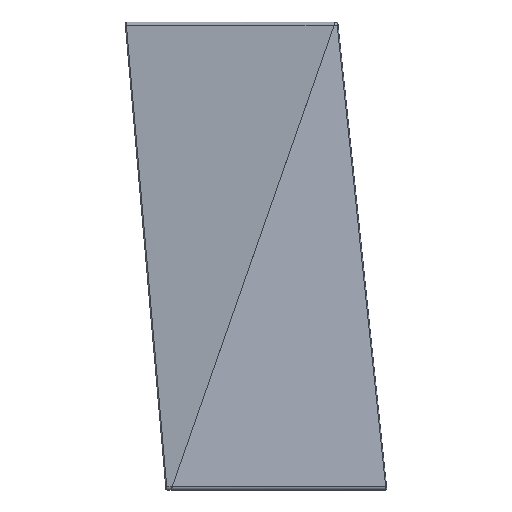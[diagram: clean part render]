
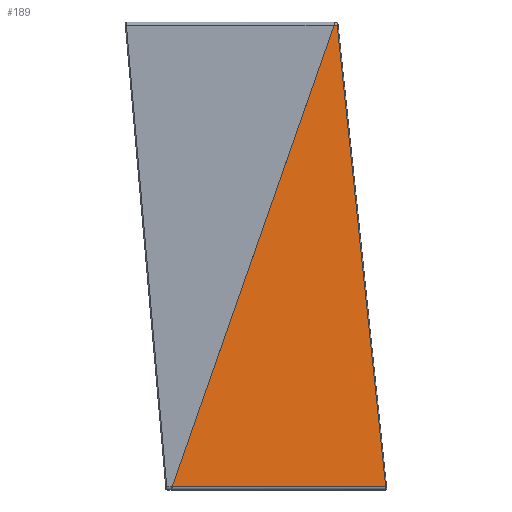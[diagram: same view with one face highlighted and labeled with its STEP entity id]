
A CAD part, front view. The second image highlights one B-rep face of the part: STEP entity #189.
In plain terms, the highlighted planar face has unit normal (0.252, -0.967, -0.048).
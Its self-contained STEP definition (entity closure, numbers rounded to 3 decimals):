
#189=ADVANCED_FACE('',(#285),#246,.F.);
#246=PLANE('',#1367);
#285=FACE_OUTER_BOUND('',#356,.T.);
#356=EDGE_LOOP('',(#632,#633,#634,#635));
#632=ORIENTED_EDGE('',*,*,#1028,.T.);
#633=ORIENTED_EDGE('',*,*,#1029,.T.);
#634=ORIENTED_EDGE('',*,*,#1030,.T.);
#635=ORIENTED_EDGE('',*,*,#1021,.T.);
#876=VERTEX_POINT('',#2062);
#877=VERTEX_POINT('',#2064);
#882=VERTEX_POINT('',#2078);
#883=VERTEX_POINT('',#2080);
#1021=EDGE_CURVE('',#877,#876,#1173,.T.);
#1028=EDGE_CURVE('',#876,#882,#1178,.T.);
#1029=EDGE_CURVE('',#882,#883,#1179,.T.);
#1030=EDGE_CURVE('',#883,#877,#1180,.T.);
#1173=LINE('',#2063,#1271);
#1178=LINE('',#2077,#1276);
#1179=LINE('',#2079,#1277);
#1180=LINE('',#2081,#1278);
#1271=VECTOR('',#1622,1.);
#1276=VECTOR('',#1635,1.);
#1277=VECTOR('',#1636,1.);
#1278=VECTOR('',#1637,1.);
#1367=AXIS2_PLACEMENT_3D('',#2082,#1638,#1639);
#1622=DIRECTION('',(-0.331,-0.04,-0.943));
#1635=DIRECTION('',(0.968,0.252,0.));
#1636=DIRECTION('',(-0.104,-0.076,0.992));
#1637=DIRECTION('',(-0.968,-0.252,0.));
#1638=DIRECTION('',(-0.252,0.967,0.048));
#1639=DIRECTION('',(-0.968,-0.252,0.));
#2062=CARTESIAN_POINT('',(18.862,-48.044,1.428));
#2063=CARTESIAN_POINT('',(51.444,-44.153,94.252));
#2064=CARTESIAN_POINT('',(83.522,-40.323,185.638));
#2077=CARTESIAN_POINT('',(50.343,-39.833,1.428));
#2078=CARTESIAN_POINT('',(104.125,-25.807,1.428));
#2079=CARTESIAN_POINT('',(93.815,-33.365,99.525));
#2080=CARTESIAN_POINT('',(84.764,-39.999,185.638));
#2081=CARTESIAN_POINT('',(52.576,-48.394,185.638));
#2082=CARTESIAN_POINT('',(51.468,-44.146,94.243));
